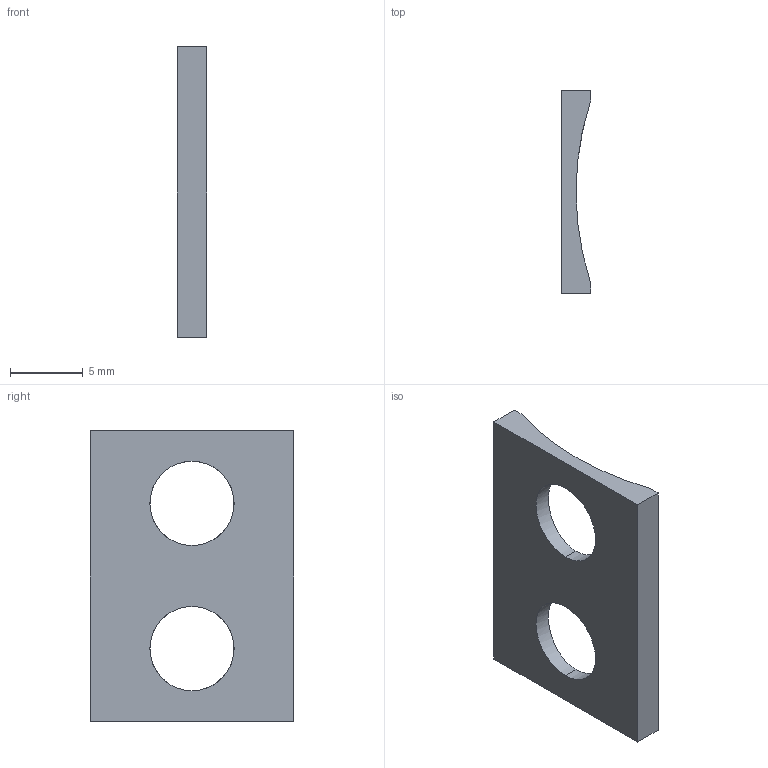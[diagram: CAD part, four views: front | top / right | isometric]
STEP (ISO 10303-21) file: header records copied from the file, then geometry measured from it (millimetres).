
FILE_DESCRIPTION (( 'STEP AP214' ), '1' );
FILE_NAME ('12600011.STEP', '2021-03-15T09:41:30', ( '' ), ( '' ), 'SwSTEP 2.0', 'SolidWorks 2020', '' );
FILE_SCHEMA (( 'AUTOMOTIVE_DESIGN' ));
Length unit declared in the file: millimetre
Products named in the file (1): 12600011
Bounding box: 2 x 14 x 20 mm (x, y, z)
Volume: 337 mm3; surface area: 618 mm2
Topology: 1 solids, 1 shells, 13 faces, 35 edges, 22 vertices
Faces by surface type: plane 7, cylinder 6
Entity records: 571 total; most frequent: CARTESIAN_POINT 203, ORIENTED_EDGE 70, DIRECTION 67, EDGE_CURVE 35, LINE 23, VECTOR 23, AXIS2_PLACEMENT_3D 22, VERTEX_POINT 22
